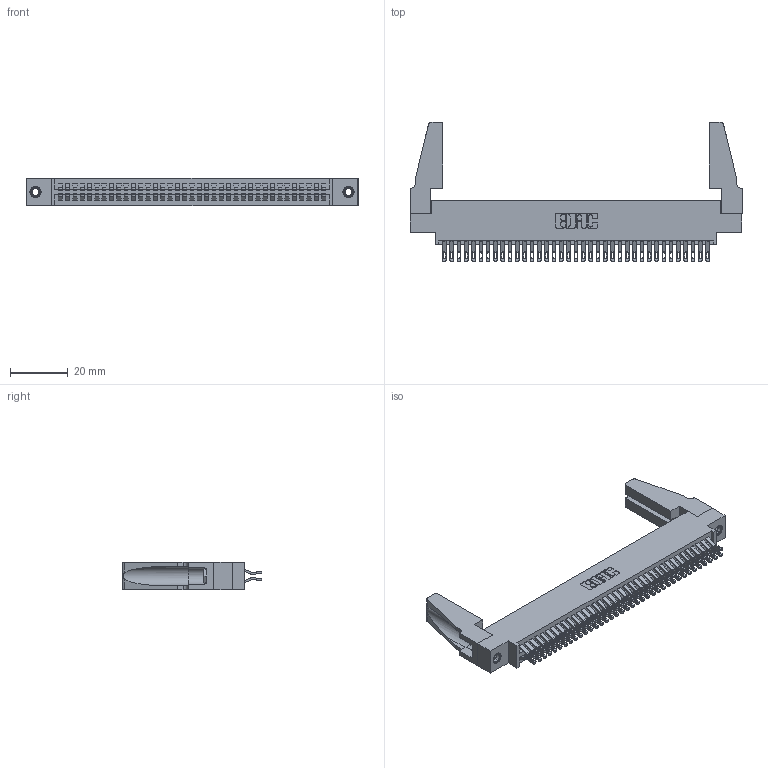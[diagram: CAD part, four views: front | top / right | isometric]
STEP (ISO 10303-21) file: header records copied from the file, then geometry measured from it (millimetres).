
FILE_DESCRIPTION (( 'STEP AP203' ), '1' );
FILE_NAME ('345-074-555-888.STEP', '2019-10-31T07:49:19', ( '' ), ( '' ), 'SwSTEP 2.0', 'SolidWorks 2016', '' );
FILE_SCHEMA (( 'CONFIG_CONTROL_DESIGN' ));
Length unit declared in the file: inch
Products named in the file (5): 345-250-001_345-250-001-102; 345 Part_0.170 Offset - 0.156 Dia-TH; 345-074-555-888; 345-292-001_555 Tail; 345-220-078_345-220-088
Assembly tree (79 placements, depth 2):
  345-074-555-888
    345 Part_0.170 Offset - 0.156 Dia-TH
    345-292-001_555 Tail  x74
    345-250-001_345-250-001-102  x2
    345-220-078_345-220-088  x2
Bounding box: 115.21 x 48.31 x 9.4 mm (x, y, z)
Volume: 14499.3 mm3; surface area: 20540.1 mm2
Topology: 79 solids, 79 shells, 4398 faces, 13765 edges, 9166 vertices
Faces by surface type: plane 2450, cylinder 1932, cone 12, torus 4
Entity records: 32310 total; most frequent: CARTESIAN_POINT 5452, ORIENTED_EDGE 5316, DIRECTION 4786, EDGE_CURVE 2658, VECTOR 2316, LINE 2316, VERTEX_POINT 1766, AXIS2_PLACEMENT_3D 1235
